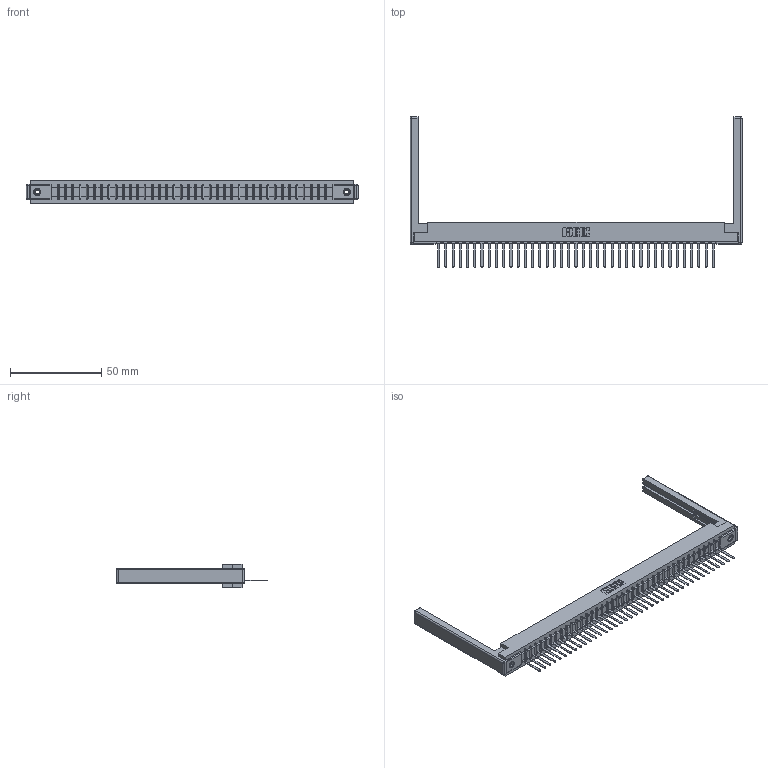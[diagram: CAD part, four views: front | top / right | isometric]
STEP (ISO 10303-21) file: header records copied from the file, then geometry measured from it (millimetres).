
FILE_DESCRIPTION (( 'STEP AP203' ), '1' );
FILE_NAME ('357-039-541-168.STEP', '2019-09-17T08:28:04', ( '' ), ( '' ), 'SwSTEP 2.0', 'SolidWorks 2016', '' );
FILE_SCHEMA (( 'CONFIG_CONTROL_DESIGN' ));
Length unit declared in the file: inch
Products named in the file (5): 307 Part_.156 Dia Mounting Holes; 357-039-541-168; 307-220-068; 307-290-002_541; 345-250-001_345-250-001-102
Assembly tree (44 placements, depth 2):
  357-039-541-168
    307 Part_.156 Dia Mounting Holes
    307-290-002_541  x39
    307-220-068  x2
    345-250-001_345-250-001-102  x2
Bounding box: 181.97 x 82.55 x 12.7 mm (x, y, z)
Volume: 23937.9 mm3; surface area: 29198 mm2
Topology: 44 solids, 44 shells, 3198 faces, 9761 edges, 6378 vertices
Faces by surface type: plane 1913, cylinder 1181, sphere 88, cone 12, torus 4
Entity records: 37281 total; most frequent: CARTESIAN_POINT 6253, ORIENTED_EDGE 6232, DIRECTION 6094, EDGE_CURVE 3116, LINE 2384, VECTOR 2384, VERTEX_POINT 2014, AXIS2_PLACEMENT_3D 1855
